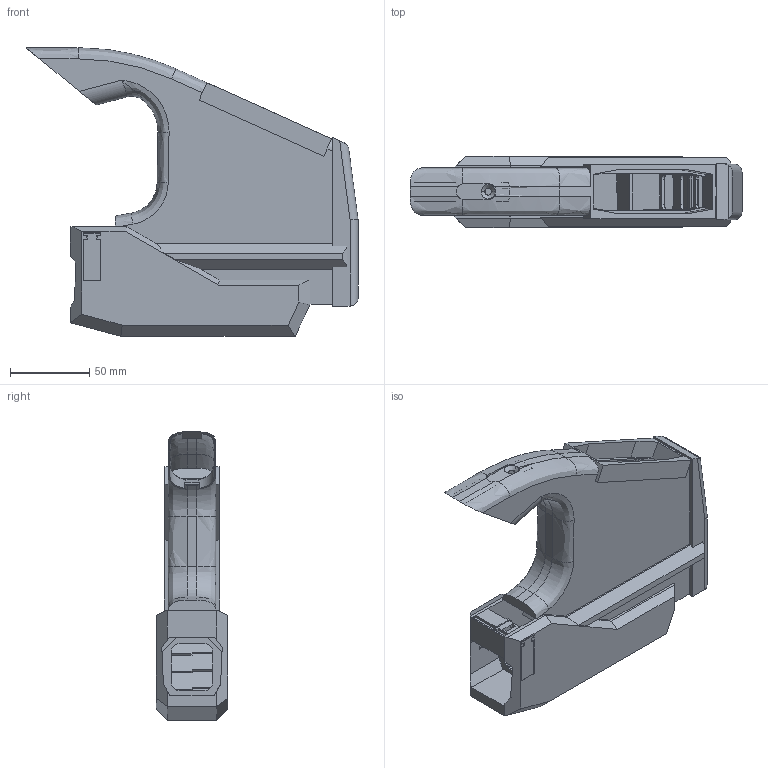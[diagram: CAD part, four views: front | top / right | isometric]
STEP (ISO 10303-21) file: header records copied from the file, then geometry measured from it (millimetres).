
FILE_DESCRIPTION((''),'2;1');
FILE_NAME('ANSCHLUSS-BACK','2013-04-10T',('Jakob'),(''),'PRO/ENGINEER BY PARAMETRIC TECHNOLOGY CORPORATION, 2011250','PRO/ENGINEER BY PARAMETRIC TECHNOLOGY CORPORATION, 2011250','');
FILE_SCHEMA(('CONFIG_CONTROL_DESIGN'));
Length unit declared in the file: millimetre
Products named in the file (1): ANSCHLUSS-BACK
Bounding box: 208.98 x 45 x 181.59 mm (x, y, z)
Volume: 93557.7 mm3; surface area: 158514.5 mm2
Topology: 1 solids, 1 shells, 498 faces, 1472 edges, 956 vertices
Faces by surface type: plane 394, cylinder 58, bspline 40, cone 6
Entity records: 18394 total; most frequent: CARTESIAN_POINT 5318, ORIENTED_EDGE 2944, DIRECTION 2364, EDGE_CURVE 1472, VECTOR 1264, LINE 1264, VERTEX_POINT 956, AXIS2_PLACEMENT_3D 550
